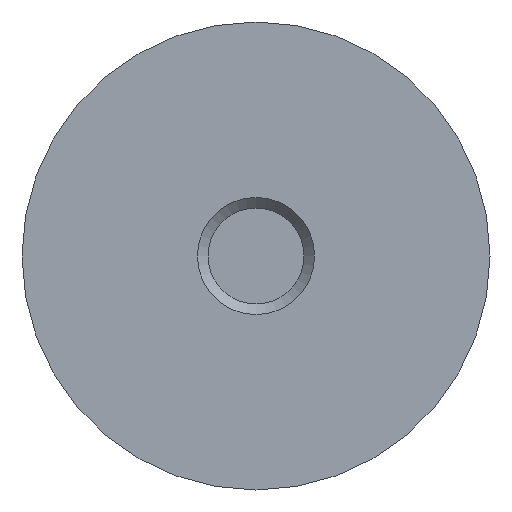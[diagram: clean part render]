
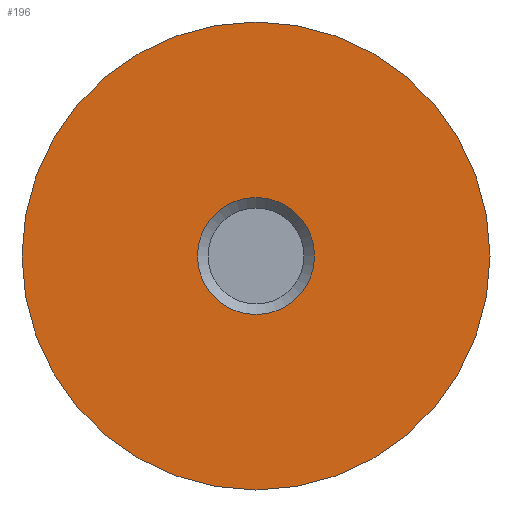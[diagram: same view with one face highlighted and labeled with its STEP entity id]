
A CAD part, front view. The second image highlights one B-rep face of the part: STEP entity #196.
In plain terms, the highlighted planar face has unit normal (0, -1, 0).
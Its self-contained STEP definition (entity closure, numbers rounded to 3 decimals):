
#196 = ADVANCED_FACE( '', ( #422, #423 ), #424, .T. );
#422 = FACE_OUTER_BOUND( '', #680, .T. );
#423 = FACE_BOUND( '', #681, .T. );
#424 = PLANE( '', #682 );
#680 = EDGE_LOOP( '', ( #1140 ) );
#681 = EDGE_LOOP( '', ( #1141 ) );
#682 = AXIS2_PLACEMENT_3D( '', #1142, #1143, #1144 );
#1140 = ORIENTED_EDGE( '', *, *, #1527, .T. );
#1141 = ORIENTED_EDGE( '', *, *, #1535, .F. );
#1142 = CARTESIAN_POINT( '', ( 1.5, 0., 0. ) );
#1143 = DIRECTION( '', ( 0., -1., 0. ) );
#1144 = DIRECTION( '', ( 1., 0., 0. ) );
#1527 = EDGE_CURVE( '', #1794, #1794, #1795, .T. );
#1535 = EDGE_CURVE( '', #1803, #1803, #1804, .T. );
#1794 = VERTEX_POINT( '', #2135 );
#1795 = CIRCLE( '', #2136, 6. );
#1803 = VERTEX_POINT( '', #2148 );
#1804 = CIRCLE( '', #2149, 1.5 );
#2135 = CARTESIAN_POINT( '', ( 6., 0., 0. ) );
#2136 = AXIS2_PLACEMENT_3D( '', #2410, #2411, #2412 );
#2148 = CARTESIAN_POINT( '', ( 1.5, 0., 0. ) );
#2149 = AXIS2_PLACEMENT_3D( '', #2417, #2418, #2419 );
#2410 = CARTESIAN_POINT( '', ( 0., 0., 0. ) );
#2411 = DIRECTION( '', ( 0., -1., 0. ) );
#2412 = DIRECTION( '', ( 1., 0., 0. ) );
#2417 = CARTESIAN_POINT( '', ( 0., 0., 0. ) );
#2418 = DIRECTION( '', ( 0., -1., 0. ) );
#2419 = DIRECTION( '', ( 1., 0., 0. ) );
